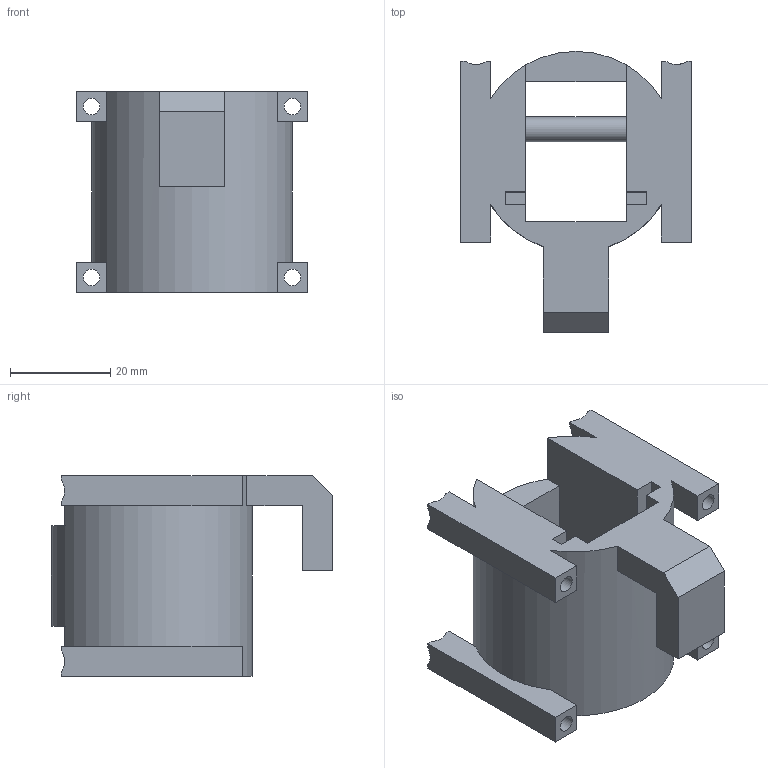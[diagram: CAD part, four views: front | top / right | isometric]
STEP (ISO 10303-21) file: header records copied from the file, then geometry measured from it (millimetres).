
FILE_DESCRIPTION(/* description */ (''),/* implementation_level */ '2;1');
FILE_NAME(/* name */ 'BacteriaRodHolder v2.step',/* time_stamp */ '2025-06-11T13:55:52-06:00',/* author */ (''),/* organization */ (''),/* preprocessor_version */ 'ST-DEVELOPER v20.1',/* originating_system */ 'Autodesk Translation Framework v14.10.0.0',/* authorisation */ '');
FILE_SCHEMA (('AUTOMOTIVE_DESIGN { 1 0 10303 214 3 1 1 }'));
Length unit declared in the file: millimetre
Products named in the file (1): BacteriaRodHolder
Bounding box: 46 x 56 x 40 mm (x, y, z)
Volume: 30791 mm3; surface area: 14964.5 mm2
Topology: 1 solids, 1 shells, 69 faces, 215 edges, 142 vertices
Faces by surface type: plane 59, cylinder 6, cone 4
Full cylindrical faces by diameter (mm): 3.3 x4, 5 x1, 40 x1
Entity records: 2416 total; most frequent: CARTESIAN_POINT 467, ORIENTED_EDGE 430, DIRECTION 377, EDGE_CURVE 215, LINE 153, VECTOR 153, VERTEX_POINT 142, AXIS2_PLACEMENT_3D 112
